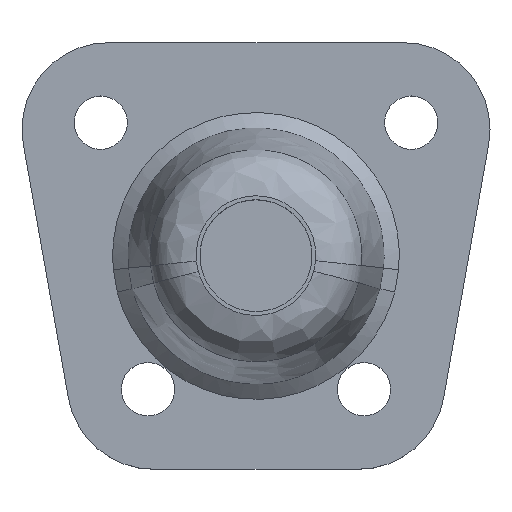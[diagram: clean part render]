
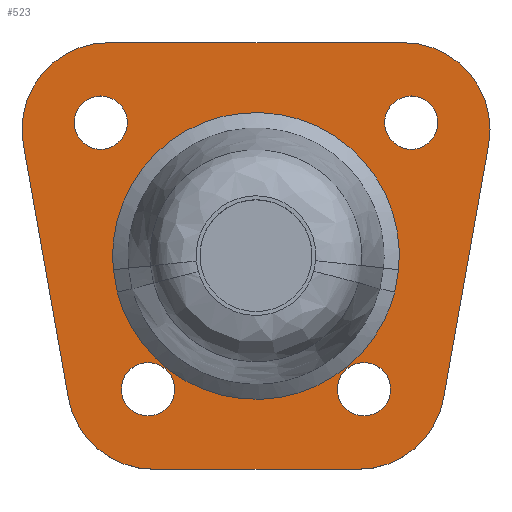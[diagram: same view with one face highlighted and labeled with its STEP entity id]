
A CAD part, top view. The second image highlights one B-rep face of the part: STEP entity #523.
In plain terms, the highlighted planar face has unit normal (0, 0, 1).
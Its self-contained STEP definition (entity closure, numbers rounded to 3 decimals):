
#27=B_SPLINE_CURVE_WITH_KNOTS('',3,(#738,#739,#740,#741,#742,#743,#744),
 .UNSPECIFIED.,.F.,.F.,(4,1,1,1,4),(-0.001,0.285,
0.572,0.858,1.001),.UNSPECIFIED.);
#28=B_SPLINE_CURVE_WITH_KNOTS('',3,(#746,#747,#748,#749),.UNSPECIFIED.,
 .F.,.F.,(4,4),(-0.025,1.025),.UNSPECIFIED.);
#29=B_SPLINE_CURVE_WITH_KNOTS('',3,(#751,#752,#753,#754,#755,#756,#757,
#758,#759,#760),.UNSPECIFIED.,.F.,.F.,(4,1,1,1,1,1,1,4),(-0.001,
0.142,0.285,0.428,0.572,
0.715,0.858,1.001),.UNSPECIFIED.);
#30=B_SPLINE_CURVE_WITH_KNOTS('',3,(#761,#762,#763,#764),.UNSPECIFIED.,
 .F.,.F.,(4,4),(-0.025,1.025),.UNSPECIFIED.);
#59=FACE_BOUND('',#109,.T.);
#60=FACE_BOUND('',#110,.T.);
#61=FACE_BOUND('',#111,.T.);
#62=FACE_BOUND('',#112,.T.);
#63=FACE_BOUND('',#113,.T.);
#70=PLANE('',#568);
#79=FACE_OUTER_BOUND('',#108,.T.);
#108=EDGE_LOOP('',(#362,#363,#364,#365,#366,#367,#368,#369));
#109=EDGE_LOOP('',(#370));
#110=EDGE_LOOP('',(#371));
#111=EDGE_LOOP('',(#372));
#112=EDGE_LOOP('',(#373));
#113=EDGE_LOOP('',(#374,#375,#376,#377));
#147=LINE('',#712,#176);
#150=LINE('',#718,#179);
#151=LINE('',#722,#180);
#152=LINE('',#726,#181);
#176=VECTOR('',#611,10.);
#179=VECTOR('',#616,10.);
#180=VECTOR('',#619,10.);
#181=VECTOR('',#622,10.);
#204=CIRCLE('',#566,6.5);
#205=CIRCLE('',#569,6.5);
#206=CIRCLE('',#570,6.5);
#207=CIRCLE('',#571,6.5);
#208=CIRCLE('',#572,2.);
#209=CIRCLE('',#573,2.);
#210=CIRCLE('',#574,2.);
#211=CIRCLE('',#575,2.);
#223=VERTEX_POINT('',#705);
#224=VERTEX_POINT('',#707);
#225=VERTEX_POINT('',#711);
#227=VERTEX_POINT('',#717);
#228=VERTEX_POINT('',#719);
#229=VERTEX_POINT('',#721);
#230=VERTEX_POINT('',#723);
#231=VERTEX_POINT('',#725);
#232=VERTEX_POINT('',#728);
#233=VERTEX_POINT('',#730);
#234=VERTEX_POINT('',#732);
#235=VERTEX_POINT('',#734);
#236=VERTEX_POINT('',#736);
#237=VERTEX_POINT('',#737);
#238=VERTEX_POINT('',#745);
#239=VERTEX_POINT('',#750);
#277=EDGE_CURVE('',#223,#224,#204,.T.);
#279=EDGE_CURVE('',#225,#224,#147,.T.);
#282=EDGE_CURVE('',#223,#227,#150,.T.);
#283=EDGE_CURVE('',#228,#227,#205,.T.);
#284=EDGE_CURVE('',#229,#228,#151,.T.);
#285=EDGE_CURVE('',#230,#229,#206,.T.);
#286=EDGE_CURVE('',#231,#230,#152,.T.);
#287=EDGE_CURVE('',#225,#231,#207,.T.);
#288=EDGE_CURVE('',#232,#232,#208,.T.);
#289=EDGE_CURVE('',#233,#233,#209,.T.);
#290=EDGE_CURVE('',#234,#234,#210,.T.);
#291=EDGE_CURVE('',#235,#235,#211,.T.);
#292=EDGE_CURVE('',#236,#237,#27,.T.);
#293=EDGE_CURVE('',#238,#236,#28,.T.);
#294=EDGE_CURVE('',#239,#238,#29,.T.);
#295=EDGE_CURVE('',#237,#239,#30,.T.);
#362=ORIENTED_EDGE('',*,*,#277,.F.);
#363=ORIENTED_EDGE('',*,*,#282,.T.);
#364=ORIENTED_EDGE('',*,*,#283,.F.);
#365=ORIENTED_EDGE('',*,*,#284,.F.);
#366=ORIENTED_EDGE('',*,*,#285,.F.);
#367=ORIENTED_EDGE('',*,*,#286,.F.);
#368=ORIENTED_EDGE('',*,*,#287,.F.);
#369=ORIENTED_EDGE('',*,*,#279,.T.);
#370=ORIENTED_EDGE('',*,*,#288,.T.);
#371=ORIENTED_EDGE('',*,*,#289,.T.);
#372=ORIENTED_EDGE('',*,*,#290,.T.);
#373=ORIENTED_EDGE('',*,*,#291,.T.);
#374=ORIENTED_EDGE('',*,*,#292,.F.);
#375=ORIENTED_EDGE('',*,*,#293,.F.);
#376=ORIENTED_EDGE('',*,*,#294,.F.);
#377=ORIENTED_EDGE('',*,*,#295,.F.);
#523=ADVANCED_FACE('',(#79,#59,#60,#61,#62,#63),#70,.T.);
#566=AXIS2_PLACEMENT_3D('',#708,#606,#607);
#568=AXIS2_PLACEMENT_3D('',#716,#614,#615);
#569=AXIS2_PLACEMENT_3D('',#720,#617,#618);
#570=AXIS2_PLACEMENT_3D('',#724,#620,#621);
#571=AXIS2_PLACEMENT_3D('',#727,#623,#624);
#572=AXIS2_PLACEMENT_3D('',#729,#625,#626);
#573=AXIS2_PLACEMENT_3D('',#731,#627,#628);
#574=AXIS2_PLACEMENT_3D('',#733,#629,#630);
#575=AXIS2_PLACEMENT_3D('',#735,#631,#632);
#606=DIRECTION('center_axis',(0.,0.,-1.));
#607=DIRECTION('ref_axis',(0.642,-0.766,0.));
#611=DIRECTION('',(1.,0.,0.));
#614=DIRECTION('center_axis',(0.,0.,1.));
#615=DIRECTION('ref_axis',(1.,0.,0.));
#616=DIRECTION('',(0.175,0.985,0.));
#617=DIRECTION('center_axis',(0.,0.,-1.));
#618=DIRECTION('ref_axis',(0.766,0.642,0.));
#619=DIRECTION('',(1.,0.,0.));
#620=DIRECTION('center_axis',(0.,0.,-1.));
#621=DIRECTION('ref_axis',(-0.766,0.642,0.));
#622=DIRECTION('',(-0.175,0.985,0.));
#623=DIRECTION('center_axis',(0.,0.,-1.));
#624=DIRECTION('ref_axis',(-0.642,-0.766,0.));
#625=DIRECTION('center_axis',(0.,0.,-1.));
#626=DIRECTION('ref_axis',(1.,0.,0.));
#627=DIRECTION('center_axis',(0.,0.,-1.));
#628=DIRECTION('ref_axis',(1.,0.,0.));
#629=DIRECTION('center_axis',(0.,0.,-1.));
#630=DIRECTION('ref_axis',(1.,0.,0.));
#631=DIRECTION('center_axis',(0.,0.,-1.));
#632=DIRECTION('ref_axis',(1.,0.,0.));
#705=CARTESIAN_POINT('',(14.081,-10.636,0.));
#707=CARTESIAN_POINT('',(7.681,-16.,0.));
#708=CARTESIAN_POINT('Origin',(7.681,-9.5,0.));
#711=CARTESIAN_POINT('',(-7.681,-16.,0.));
#712=CARTESIAN_POINT('',(0.,-16.,0.));
#716=CARTESIAN_POINT('Origin',(0.,0.,0.));
#717=CARTESIAN_POINT('',(17.453,8.364,0.));
#718=CARTESIAN_POINT('',(13.129,-16.,0.));
#719=CARTESIAN_POINT('',(11.053,16.,0.));
#720=CARTESIAN_POINT('Origin',(11.053,9.5,0.));
#721=CARTESIAN_POINT('',(-11.053,16.,0.));
#722=CARTESIAN_POINT('',(0.,16.,0.));
#723=CARTESIAN_POINT('',(-17.453,8.364,0.));
#724=CARTESIAN_POINT('Origin',(-11.053,9.5,0.));
#725=CARTESIAN_POINT('',(-14.081,-10.636,0.));
#726=CARTESIAN_POINT('',(-13.129,-16.,0.));
#727=CARTESIAN_POINT('Origin',(-7.681,-9.5,0.));
#728=CARTESIAN_POINT('',(6.1,-10.,0.));
#729=CARTESIAN_POINT('Origin',(8.1,-10.,0.));
#730=CARTESIAN_POINT('',(-10.1,-10.,0.));
#731=CARTESIAN_POINT('Origin',(-8.1,-10.,0.));
#732=CARTESIAN_POINT('',(-13.65,10.,0.));
#733=CARTESIAN_POINT('Origin',(-11.65,10.,0.));
#734=CARTESIAN_POINT('',(9.65,10.,0.));
#735=CARTESIAN_POINT('Origin',(11.65,10.,0.));
#736=CARTESIAN_POINT('',(-10.411,-2.703,0.));
#737=CARTESIAN_POINT('',(10.411,-2.703,0.));
#738=CARTESIAN_POINT('Ctrl Pts',(-10.411,-2.703,0.));
#739=CARTESIAN_POINT('Ctrl Pts',(-9.733,-5.314,0.));
#740=CARTESIAN_POINT('Ctrl Pts',(-6.325,-9.989,0.));
#741=CARTESIAN_POINT('Ctrl Pts',(2.215,-11.618,0.));
#742=CARTESIAN_POINT('Ctrl Pts',(8.325,-7.745,0.));
#743=CARTESIAN_POINT('Ctrl Pts',(10.072,-4.009,0.));
#744=CARTESIAN_POINT('Ctrl Pts',(10.411,-2.703,0.));
#745=CARTESIAN_POINT('',(-10.705,-1.045,0.));
#746=CARTESIAN_POINT('Ctrl Pts',(-10.705,-1.045,0.));
#747=CARTESIAN_POINT('Ctrl Pts',(-10.607,-1.598,0.));
#748=CARTESIAN_POINT('Ctrl Pts',(-10.509,-2.15,0.));
#749=CARTESIAN_POINT('Ctrl Pts',(-10.411,-2.703,0.));
#750=CARTESIAN_POINT('',(10.705,-1.045,0.));
#751=CARTESIAN_POINT('Ctrl Pts',(10.705,-1.045,0.));
#752=CARTESIAN_POINT('Ctrl Pts',(10.871,0.656,0.));
#753=CARTESIAN_POINT('Ctrl Pts',(10.377,4.136,0.));
#754=CARTESIAN_POINT('Ctrl Pts',(7.324,8.438,0.));
#755=CARTESIAN_POINT('Ctrl Pts',(2.637,10.855,0.));
#756=CARTESIAN_POINT('Ctrl Pts',(-2.637,10.858,0.));
#757=CARTESIAN_POINT('Ctrl Pts',(-7.323,8.435,0.));
#758=CARTESIAN_POINT('Ctrl Pts',(-10.378,4.137,0.));
#759=CARTESIAN_POINT('Ctrl Pts',(-10.871,0.656,0.));
#760=CARTESIAN_POINT('Ctrl Pts',(-10.705,-1.045,0.));
#761=CARTESIAN_POINT('Ctrl Pts',(10.411,-2.703,0.));
#762=CARTESIAN_POINT('Ctrl Pts',(10.509,-2.15,0.));
#763=CARTESIAN_POINT('Ctrl Pts',(10.607,-1.598,0.));
#764=CARTESIAN_POINT('Ctrl Pts',(10.705,-1.045,0.));
